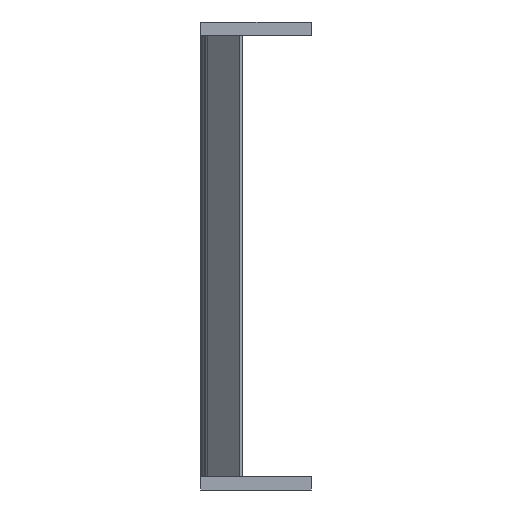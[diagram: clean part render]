
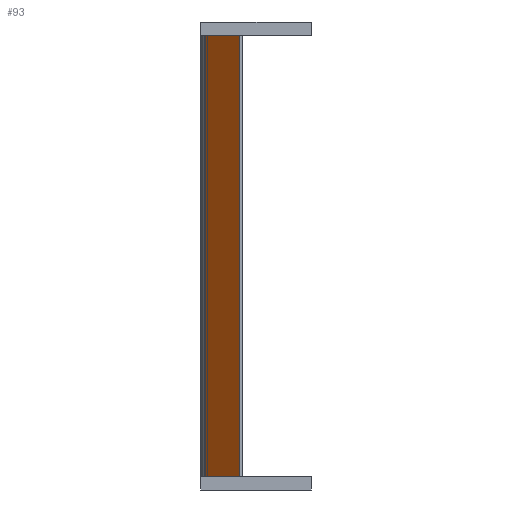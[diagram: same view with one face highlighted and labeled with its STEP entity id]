
A CAD part, left-side view. The second image highlights one B-rep face of the part: STEP entity #93.
In plain terms, the highlighted planar face has unit normal (-0.707, 0.707, 0).
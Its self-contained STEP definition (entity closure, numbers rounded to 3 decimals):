
#5 = CARTESIAN_POINT ( 'NONE',  ( -14.839, 0.121, 0. ) ) ;
#13 = ORIENTED_EDGE ( 'NONE', *, *, #139, .F. ) ;
#52 = LINE ( 'NONE', #631, #542 ) ;
#58 = CARTESIAN_POINT ( 'NONE',  ( -22.685, -7.725, 0. ) ) ;
#93 = ADVANCED_FACE ( 'NONE', ( #516 ), #138, .F. ) ;
#133 = LINE ( 'NONE', #285, #523 ) ;
#138 = PLANE ( 'NONE',  #687 ) ;
#139 = EDGE_CURVE ( 'NONE', #358, #510, #686, .T. ) ;
#148 = CARTESIAN_POINT ( 'NONE',  ( -14.839, 0.121, -100. ) ) ;
#196 = CARTESIAN_POINT ( 'NONE',  ( -22.685, -7.725, -100. ) ) ;
#218 = EDGE_LOOP ( 'NONE', ( #13, #898, #310, #764 ) ) ;
#263 = DIRECTION ( 'NONE',  ( 0.707, -0.707, 0. ) ) ;
#267 = DIRECTION ( 'NONE',  ( 0., 0., -1. ) ) ;
#285 = CARTESIAN_POINT ( 'NONE',  ( -22.685, -7.725, 0. ) ) ;
#310 = ORIENTED_EDGE ( 'NONE', *, *, #619, .T. ) ;
#346 = DIRECTION ( 'NONE',  ( 0., 0., 1. ) ) ;
#358 = VERTEX_POINT ( 'NONE', #148 ) ;
#365 = VERTEX_POINT ( 'NONE', #58 ) ;
#401 = CARTESIAN_POINT ( 'NONE',  ( -14.839, 0.121, -100. ) ) ;
#411 = VECTOR ( 'NONE', #525, 1000. ) ;
#420 = VECTOR ( 'NONE', #346, 1000. ) ;
#428 = VERTEX_POINT ( 'NONE', #549 ) ;
#510 = VERTEX_POINT ( 'NONE', #5 ) ;
#512 = CARTESIAN_POINT ( 'NONE',  ( -22.685, -7.725, -100. ) ) ;
#516 = FACE_OUTER_BOUND ( 'NONE', #218, .T. ) ;
#523 = VECTOR ( 'NONE', #692, 1000. ) ;
#525 = DIRECTION ( 'NONE',  ( 0.707, 0.707, 0. ) ) ;
#542 = VECTOR ( 'NONE', #699, 1000. ) ;
#549 = CARTESIAN_POINT ( 'NONE',  ( -22.685, -7.725, -100. ) ) ;
#592 = LINE ( 'NONE', #512, #411 ) ;
#619 = EDGE_CURVE ( 'NONE', #428, #365, #52, .T. ) ;
#631 = CARTESIAN_POINT ( 'NONE',  ( -22.685, -7.725, -100. ) ) ;
#665 = EDGE_CURVE ( 'NONE', #365, #510, #133, .T. ) ;
#686 = LINE ( 'NONE', #401, #420 ) ;
#687 = AXIS2_PLACEMENT_3D ( 'NONE', #196, #263, #267 ) ;
#692 = DIRECTION ( 'NONE',  ( 0.707, 0.707, 0. ) ) ;
#699 = DIRECTION ( 'NONE',  ( 0., 0., 1. ) ) ;
#764 = ORIENTED_EDGE ( 'NONE', *, *, #665, .T. ) ;
#771 = EDGE_CURVE ( 'NONE', #428, #358, #592, .T. ) ;
#898 = ORIENTED_EDGE ( 'NONE', *, *, #771, .F. ) ;
